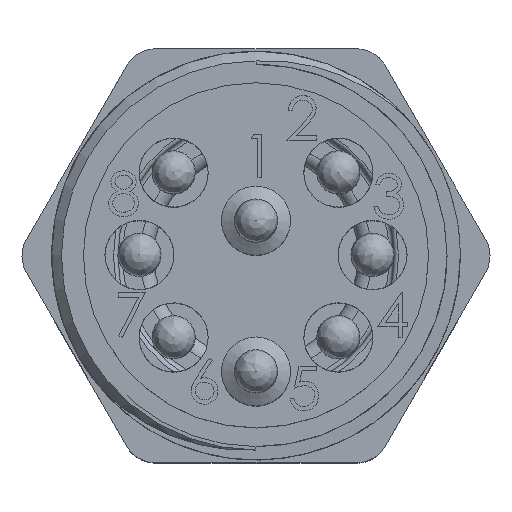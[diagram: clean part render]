
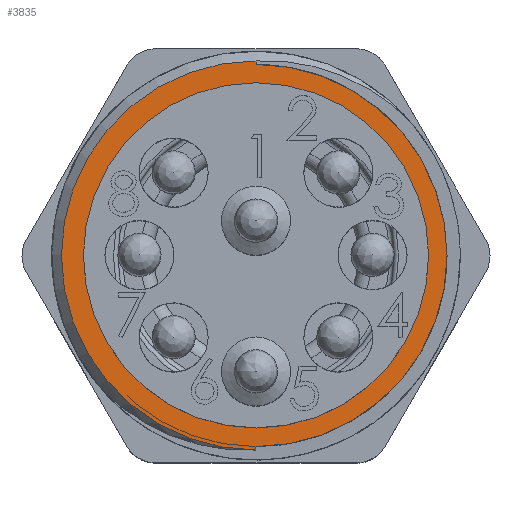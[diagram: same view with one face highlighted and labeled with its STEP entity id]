
A CAD part, top view. The second image highlights one B-rep face of the part: STEP entity #3835.
In plain terms, the highlighted planar face has unit normal (0, 0, 1).
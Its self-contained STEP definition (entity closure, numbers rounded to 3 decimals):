
#122=FACE_BOUND('',#670,.T.);
#202=PLANE('',#4136);
#423=FACE_OUTER_BOUND('',#669,.T.);
#669=EDGE_LOOP('',(#3299,#3300,#3301,#3302,#3303));
#670=EDGE_LOOP('',(#3304));
#689=CIRCLE('',#3878,8.788);
#690=CIRCLE('',#3880,8.788);
#728=CIRCLE('',#3944,8.949);
#729=CIRCLE('',#3946,7.938);
#1188=LINE('',#10018,#1441);
#1189=LINE('',#10026,#1442);
#1441=VECTOR('',#4917,10.);
#1442=VECTOR('',#4920,1000.);
#1466=VERTEX_POINT('',#5093);
#1467=VERTEX_POINT('',#5095);
#1470=VERTEX_POINT('',#5149);
#1526=VERTEX_POINT('',#5555);
#1527=VERTEX_POINT('',#5556);
#1528=VERTEX_POINT('',#5581);
#1815=EDGE_CURVE('',#1466,#1467,#689,.T.);
#1818=EDGE_CURVE('',#1470,#1466,#690,.T.);
#1892=EDGE_CURVE('',#1526,#1527,#728,.T.);
#1895=EDGE_CURVE('',#1528,#1528,#729,.T.);
#2306=EDGE_CURVE('',#1526,#1470,#1188,.T.);
#2308=EDGE_CURVE('',#1527,#1467,#1189,.T.);
#3299=ORIENTED_EDGE('',*,*,#2308,.F.);
#3300=ORIENTED_EDGE('',*,*,#1892,.F.);
#3301=ORIENTED_EDGE('',*,*,#2306,.T.);
#3302=ORIENTED_EDGE('',*,*,#1818,.T.);
#3303=ORIENTED_EDGE('',*,*,#1815,.T.);
#3304=ORIENTED_EDGE('',*,*,#1895,.T.);
#3835=ADVANCED_FACE('',(#423,#122),#202,.T.);
#3878=AXIS2_PLACEMENT_3D('',#5108,#4169,#4170);
#3880=AXIS2_PLACEMENT_3D('',#5150,#4174,#4175);
#3944=AXIS2_PLACEMENT_3D('',#5557,#4316,#4317);
#3946=AXIS2_PLACEMENT_3D('',#5582,#4320,#4321);
#4136=AXIS2_PLACEMENT_3D('',#10025,#4918,#4919);
#4169=DIRECTION('center_axis',(0.,0.,1.));
#4170=DIRECTION('ref_axis',(1.,0.,0.));
#4174=DIRECTION('center_axis',(0.,0.,1.));
#4175=DIRECTION('ref_axis',(1.,0.,0.));
#4316=DIRECTION('center_axis',(0.,0.,-1.));
#4317=DIRECTION('ref_axis',(-1.,0.,0.));
#4320=DIRECTION('center_axis',(0.,0.,-1.));
#4321=DIRECTION('ref_axis',(1.,0.,0.));
#4917=DIRECTION('',(0.,1.,0.));
#4918=DIRECTION('center_axis',(0.,0.,1.));
#4919=DIRECTION('ref_axis',(1.,0.,0.));
#4920=DIRECTION('',(0.,-1.,0.));
#5093=CARTESIAN_POINT('',(8.788,0.,9.525));
#5095=CARTESIAN_POINT('',(0.,8.788,9.525));
#5108=CARTESIAN_POINT('Origin',(0.,0.,9.525));
#5149=CARTESIAN_POINT('',(0.,-8.788,9.525));
#5150=CARTESIAN_POINT('Origin',(0.,0.,9.525));
#5555=CARTESIAN_POINT('',(0.,-8.949,9.525));
#5556=CARTESIAN_POINT('',(0.,8.949,9.525));
#5557=CARTESIAN_POINT('Origin',(0.,0.,9.525));
#5581=CARTESIAN_POINT('',(7.938,0.,9.525));
#5582=CARTESIAN_POINT('Origin',(0.,0.,9.525));
#10018=CARTESIAN_POINT('',(0.,-8.949,9.525));
#10025=CARTESIAN_POINT('Origin',(0.,0.,9.525));
#10026=CARTESIAN_POINT('',(0.,9.398,9.525));
